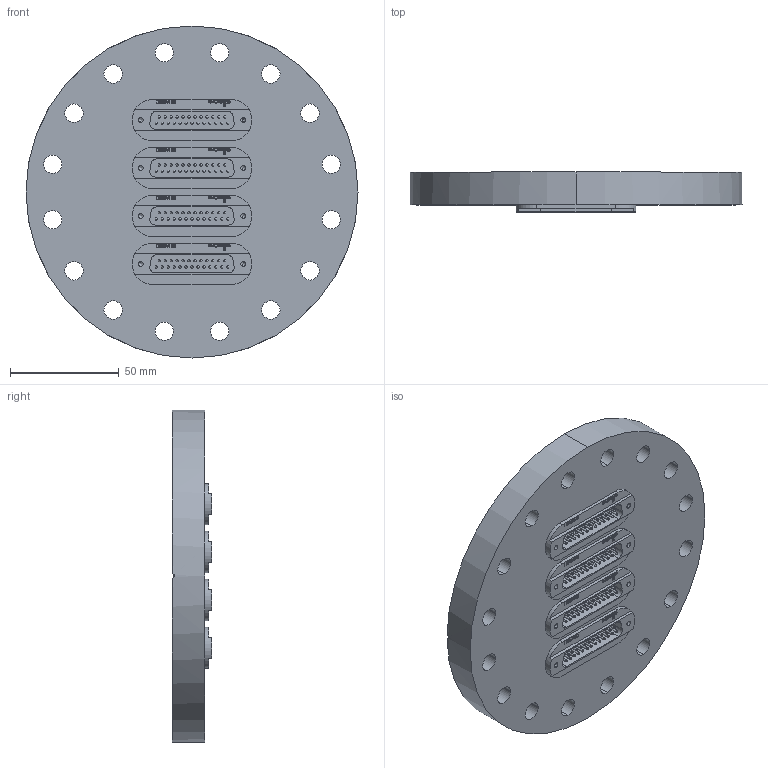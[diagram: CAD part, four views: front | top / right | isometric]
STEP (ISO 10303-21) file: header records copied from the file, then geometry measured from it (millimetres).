
FILE_DESCRIPTION (( 'STEP AP214' ), '1' );
FILE_NAME ('210-D25-C100-4.step', '2025-02-17T20:24:33', ( '' ), ( '' ), 'SwSTEP 2.0', 'SolidWorks 2022', '' );
FILE_SCHEMA (( 'AUTOMOTIVE_DESIGN' ));
Length unit declared in the file: millimetre
Products named in the file (5): 9218-D9-37-SS-V22_25pin 1mm beschr. allectra; 9210-PIN-FENI_Pin vergoldet; 218-D9-37-SS_218-D25-SS; 9210-D25-C100-4_CF100; 210-D25-C100-4
Assembly tree (31 placements, depth 3):
  210-D25-C100-4
    9210-D25-C100-4_CF100
    218-D9-37-SS_218-D25-SS  x4
      9218-D9-37-SS-V22_25pin 1mm beschr. allectra
      9210-PIN-FENI_Pin vergoldet
Bounding box: 152.4 x 18.2 x 152.4 mm (x, y, z)
Volume: 236002.1 mm3; surface area: 76972.1 mm2
Topology: 105 solids, 105 shells, 1642 faces, 4580 edges, 3020 vertices
Faces by surface type: cylinder 710, plane 580, sphere 200, bspline 108, cone 36, torus 8
Entity records: 13711 total; most frequent: CARTESIAN_POINT 3850, DIRECTION 1993, ORIENTED_EDGE 1950, EDGE_CURVE 975, AXIS2_PLACEMENT_3D 707, VERTEX_POINT 646, VECTOR 579, LINE 579
